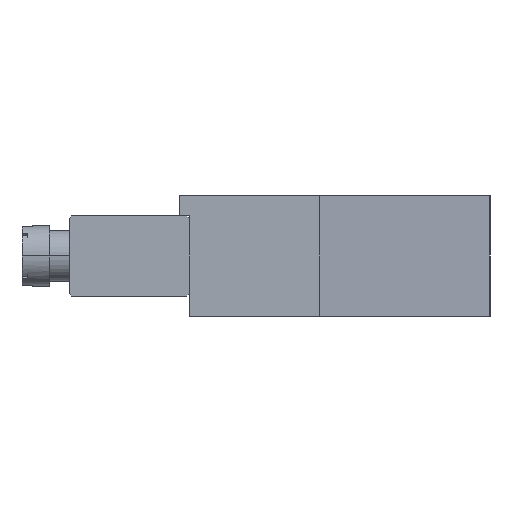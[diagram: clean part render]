
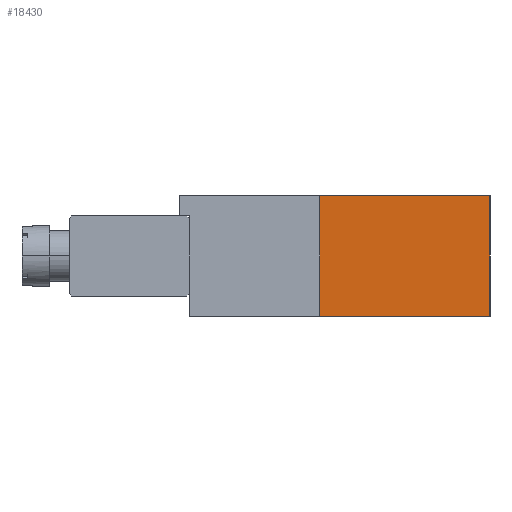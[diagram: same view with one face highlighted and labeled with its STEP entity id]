
A CAD part, left-side view. The second image highlights one B-rep face of the part: STEP entity #18430.
In plain terms, the highlighted planar face has unit normal (-0.62, -0.784, 0).
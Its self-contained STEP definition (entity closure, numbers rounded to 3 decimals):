
#1258 = LINE ( 'NONE', #3900, #24657 ) ;
#3328 = EDGE_CURVE ( 'NONE', #5119, #27475, #4948, .T. ) ;
#3404 = CARTESIAN_POINT ( 'NONE',  ( -21.5, -30., -12. ) ) ;
#3900 = CARTESIAN_POINT ( 'NONE',  ( -43., -13., -12. ) ) ;
#4948 = LINE ( 'NONE', #16155, #15629 ) ;
#5119 = VERTEX_POINT ( 'NONE', #20109 ) ;
#5203 = ORIENTED_EDGE ( 'NONE', *, *, #12357, .F. ) ;
#5548 = DIRECTION ( 'NONE',  ( 0.784, -0.62, 0. ) ) ;
#5854 = VERTEX_POINT ( 'NONE', #15699 ) ;
#7204 = LINE ( 'NONE', #8312, #22911 ) ;
#7601 = PLANE ( 'NONE',  #20959 ) ;
#7622 = EDGE_CURVE ( 'NONE', #5854, #5119, #12310, .T. ) ;
#7928 = DIRECTION ( 'NONE',  ( 0.784, -0.62, 0. ) ) ;
#8075 = CARTESIAN_POINT ( 'NONE',  ( -21.5, -30., -12. ) ) ;
#8312 = CARTESIAN_POINT ( 'NONE',  ( -21.5, -30., 0. ) ) ;
#9400 = EDGE_LOOP ( 'NONE', ( #5203, #22247, #12650, #24865 ) ) ;
#10229 = DIRECTION ( 'NONE',  ( 0.784, -0.62, 0. ) ) ;
#12310 = LINE ( 'NONE', #8075, #23001 ) ;
#12357 = EDGE_CURVE ( 'NONE', #18945, #27475, #7204, .T. ) ;
#12650 = ORIENTED_EDGE ( 'NONE', *, *, #7622, .T. ) ;
#15629 = VECTOR ( 'NONE', #20459, 1000. ) ;
#15699 = CARTESIAN_POINT ( 'NONE',  ( -43., -13., -12. ) ) ;
#15992 = FACE_OUTER_BOUND ( 'NONE', #9400, .T. ) ;
#16155 = CARTESIAN_POINT ( 'NONE',  ( -21.5, -30., -12. ) ) ;
#16672 = DIRECTION ( 'NONE',  ( 0., 0., 1. ) ) ;
#18375 = DIRECTION ( 'NONE',  ( -0.62, -0.784, 0. ) ) ;
#18430 = ADVANCED_FACE ( 'NONE', ( #15992 ), #7601, .T. ) ;
#18945 = VERTEX_POINT ( 'NONE', #25602 ) ;
#20030 = CARTESIAN_POINT ( 'NONE',  ( -21.5, -30., 0. ) ) ;
#20109 = CARTESIAN_POINT ( 'NONE',  ( -21.5, -30., -12. ) ) ;
#20459 = DIRECTION ( 'NONE',  ( 0., 0., 1. ) ) ;
#20959 = AXIS2_PLACEMENT_3D ( 'NONE', #3404, #18375, #5548 ) ;
#22247 = ORIENTED_EDGE ( 'NONE', *, *, #23848, .F. ) ;
#22911 = VECTOR ( 'NONE', #7928, 1000. ) ;
#23001 = VECTOR ( 'NONE', #10229, 1000. ) ;
#23848 = EDGE_CURVE ( 'NONE', #5854, #18945, #1258, .T. ) ;
#24657 = VECTOR ( 'NONE', #16672, 1000. ) ;
#24865 = ORIENTED_EDGE ( 'NONE', *, *, #3328, .T. ) ;
#25602 = CARTESIAN_POINT ( 'NONE',  ( -43., -13., 0. ) ) ;
#27475 = VERTEX_POINT ( 'NONE', #20030 ) ;
